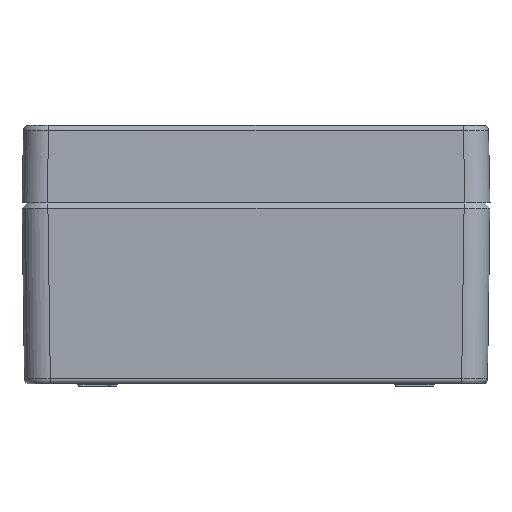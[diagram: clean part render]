
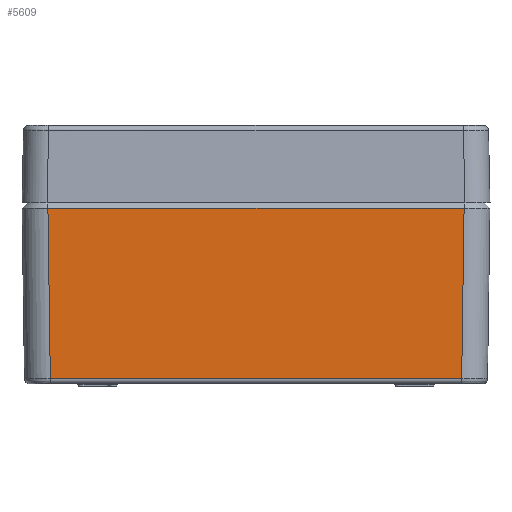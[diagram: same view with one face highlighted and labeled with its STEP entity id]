
A CAD part, left-side view. The second image highlights one B-rep face of the part: STEP entity #5609.
In plain terms, the highlighted planar face has unit normal (-1, 0, -0.014).
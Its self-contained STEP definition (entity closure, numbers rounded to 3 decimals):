
#4212 = VERTEX_POINT('',#4213);
#4213 = CARTESIAN_POINT('',(-139.55,-79.551,
    -68.028));
#4325 = VERTEX_POINT('',#4326);
#4326 = CARTESIAN_POINT('',(-139.55,79.551,
    -68.028));
#4335 = EDGE_CURVE('',#4212,#4325,#4336,.T.);
#4336 = LINE('',#4337,#4338);
#4337 = CARTESIAN_POINT('',(-139.55,0.011,
    -68.028));
#4338 = VECTOR('',#4339,1.);
#4339 = DIRECTION('',(-0.,1.,-0.));
#5570 = VERTEX_POINT('',#5571);
#5571 = CARTESIAN_POINT('',(-140.472,-80.473,
    -2.));
#5598 = EDGE_CURVE('',#5570,#4212,#5599,.T.);
#5599 = LINE('',#5600,#5601);
#5600 = CARTESIAN_POINT('',(-140.011,-80.012,
    -35.));
#5601 = VECTOR('',#5602,1.);
#5602 = DIRECTION('',(0.014,0.014,
    -1.));
#5609 = ADVANCED_FACE('',(#5610),#5628,.F.);
#5610 = FACE_BOUND('',#5611,.T.);
#5611 = EDGE_LOOP('',(#5612,#5620,#5621,#5622));
#5612 = ORIENTED_EDGE('',*,*,#5613,.F.);
#5613 = EDGE_CURVE('',#4325,#5614,#5616,.T.);
#5614 = VERTEX_POINT('',#5615);
#5615 = CARTESIAN_POINT('',(-140.472,80.473,
    -2.));
#5616 = LINE('',#5617,#5618);
#5617 = CARTESIAN_POINT('',(-139.55,79.551,-68.028
    ));
#5618 = VECTOR('',#5619,1.);
#5619 = DIRECTION('',(-0.014,0.014,
    1.));
#5620 = ORIENTED_EDGE('',*,*,#4335,.F.);
#5621 = ORIENTED_EDGE('',*,*,#5598,.F.);
#5622 = ORIENTED_EDGE('',*,*,#5623,.F.);
#5623 = EDGE_CURVE('',#5614,#5570,#5624,.T.);
#5624 = LINE('',#5625,#5626);
#5625 = CARTESIAN_POINT('',(-140.472,0.,-2.));
#5626 = VECTOR('',#5627,1.);
#5627 = DIRECTION('',(-0.,-1.,-0.));
#5628 = PLANE('',#5629);
#5629 = AXIS2_PLACEMENT_3D('',#5630,#5631,#5632);
#5630 = CARTESIAN_POINT('',(-140.5,0.,0.));
#5631 = DIRECTION('',(1.,-0.,0.014));
#5632 = DIRECTION('',(0.014,0.,-1.));
